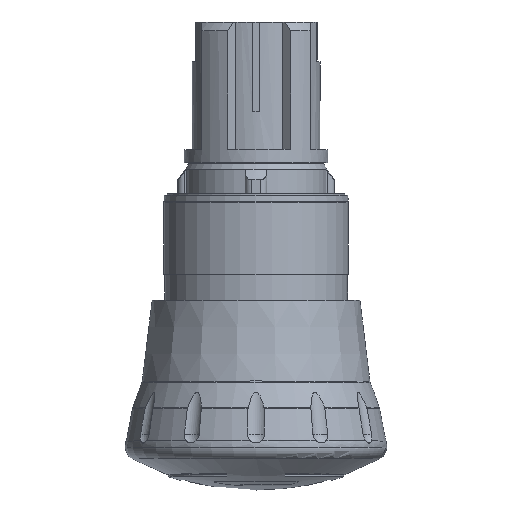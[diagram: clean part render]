
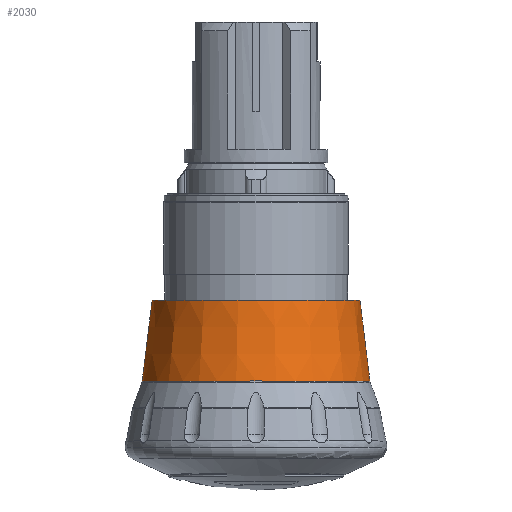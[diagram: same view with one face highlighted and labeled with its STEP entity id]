
A CAD part, top view. The second image highlights one B-rep face of the part: STEP entity #2030.
In plain terms, the highlighted conical face has half-angle 7 degrees and reference radius 16.66 mm.
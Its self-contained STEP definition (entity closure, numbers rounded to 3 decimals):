
#2030 = ADVANCED_FACE( '', ( #4431, #4432 ), #4433, .T. );
#2302 = EDGE_CURVE( '', #4776, #4776, #4777, .F. );
#2472 = EDGE_CURVE( '', #4971, #4971, #4972, .T. );
#4431 = FACE_OUTER_BOUND( '', #8702, .T. );
#4432 = FACE_BOUND( '', #8703, .T. );
#4433 = CONICAL_SURFACE( '', #8704, 16.66, 0.122 );
#4776 = VERTEX_POINT( '', #9485 );
#4777 = CIRCLE( '', #9486, 17.42 );
#4971 = VERTEX_POINT( '', #10001 );
#4972 = CIRCLE( '', #10002, 15.9 );
#8702 = EDGE_LOOP( '', ( #12648 ) );
#8703 = EDGE_LOOP( '', ( #12649 ) );
#8704 = AXIS2_PLACEMENT_3D( '', #12650, #12651, #12652 );
#9485 = CARTESIAN_POINT( '', ( 0., -28.649, -17.42 ) );
#9486 = AXIS2_PLACEMENT_3D( '', #13114, #13115, #13116 );
#10001 = CARTESIAN_POINT( '', ( 15.9, -16.266, 0. ) );
#10002 = AXIS2_PLACEMENT_3D( '', #13355, #13356, #13357 );
#12648 = ORIENTED_EDGE( '', *, *, #2302, .T. );
#12649 = ORIENTED_EDGE( '', *, *, #2472, .F. );
#12650 = CARTESIAN_POINT( '', ( 0., -22.458, 0. ) );
#12651 = DIRECTION( '', ( 0., -1., 0. ) );
#12652 = DIRECTION( '', ( 1., 0., 0. ) );
#13114 = CARTESIAN_POINT( '', ( 0., -28.649, 0. ) );
#13115 = DIRECTION( '', ( 0., -1., 0. ) );
#13116 = DIRECTION( '', ( 0., 0., -1. ) );
#13355 = CARTESIAN_POINT( '', ( 0., -16.266, 0. ) );
#13356 = DIRECTION( '', ( 0., 1., 0. ) );
#13357 = DIRECTION( '', ( 1., 0., 0. ) );
